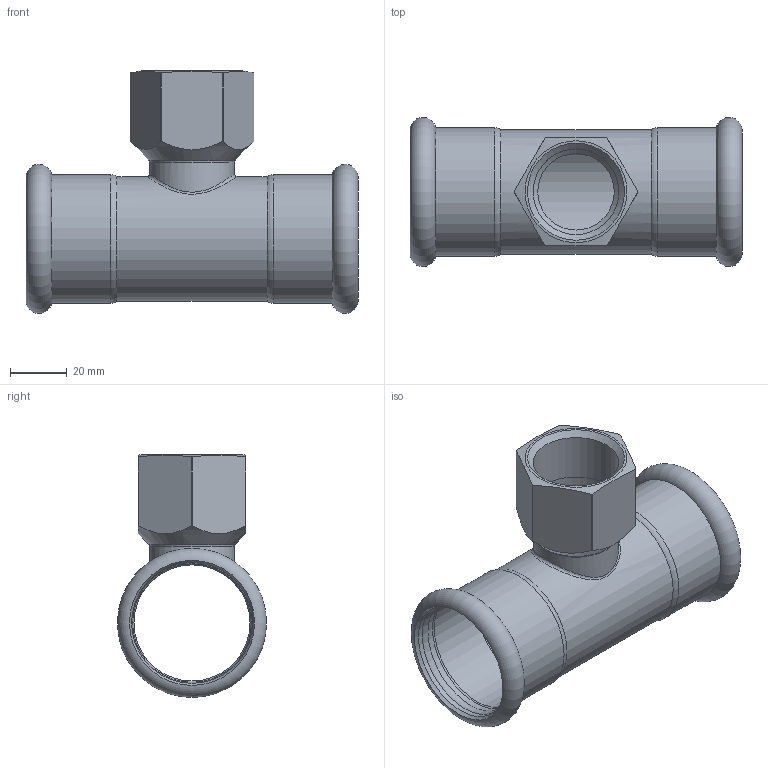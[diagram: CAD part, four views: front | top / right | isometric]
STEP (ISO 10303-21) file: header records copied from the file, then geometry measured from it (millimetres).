
FILE_DESCRIPTION(/* description */ ('TEE CON DERIV. FILETT. FEMMINA 1"x42'),/* implementation_level */ '2;1');
FILE_NAME(/* name */ '189100042_Inoxpres.stp',/* time_stamp */ '2022-10-12T08:07:18+02:00',/* author */ ('Vault'),/* organization */ ('Raccorderie metalliche s.p.a. '),/* preprocessor_version */ 'ST-DEVELOPER v18.1',/* originating_system */ 'Autodesk Inventor 2020',/* authorisation */ 'Raccorderie metalliche s.p.a. ');
FILE_SCHEMA (('AUTOMOTIVE_DESIGN { 1 0 10303 214 3 1 1 }'));
Length unit declared in the file: millimetre
Products named in the file (1): 189100042_Inoxpres
Bounding box: 117.3 x 52.7 x 85.85 mm (x, y, z)
Volume: 47443.7 mm3; surface area: 41503.7 mm2
Topology: 1 solids, 1 shells, 49 faces, 160 edges, 113 vertices
Faces by surface type: cylinder 21, torus 11, plane 8, cone 7, bspline 2
Full cylindrical faces by diameter (mm): 27 x1, 27.6 x1, 30 x1, 30.29 x1, 30.291 x1, 41 x1, 42.4 x2, 42.7 x4, 44 x1, 45.4 x2
Entity records: 2202 total; most frequent: CARTESIAN_POINT 670, DIRECTION 344, ORIENTED_EDGE 324, EDGE_CURVE 162, AXIS2_PLACEMENT_3D 154, VERTEX_POINT 115, CIRCLE 106, EDGE_LOOP 53
